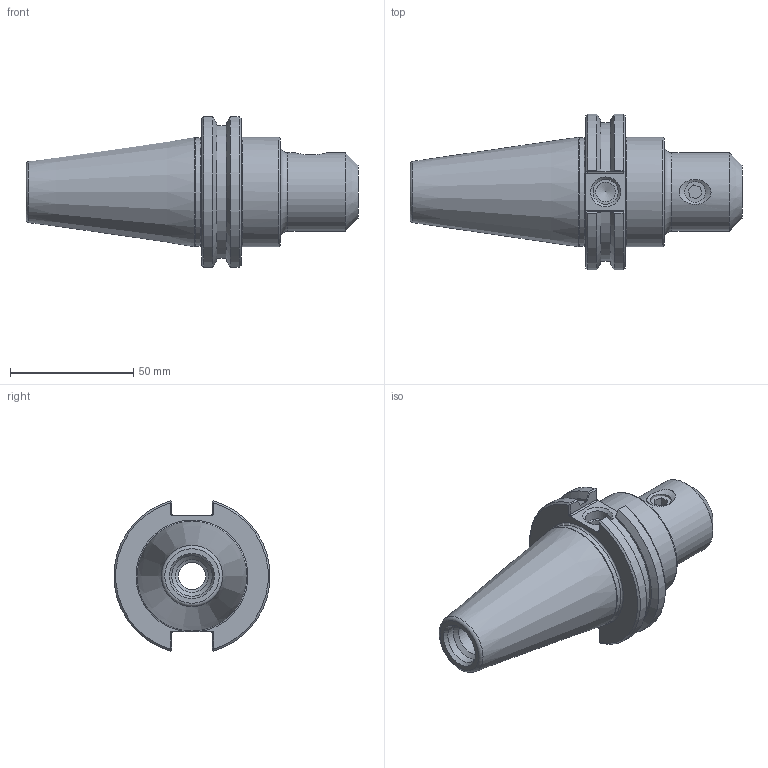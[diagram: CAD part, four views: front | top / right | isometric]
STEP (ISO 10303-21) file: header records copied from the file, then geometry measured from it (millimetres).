
FILE_DESCRIPTION((''),'2;1');
FILE_NAME('C40-43EM2.iam.stp','2014-07-08T14:09:54',(''),(''),'Autodesk Inventor 2012','Autodesk Inventor 2012','');
FILE_SCHEMA(('AUTOMOTIVE_DESIGN { 1 0 10303 214 1 1 1 1 }'));
Length unit declared in the file: inch
Products named in the file (3): C40-43EM2; C40-43EM2-1; 029-902
Assembly tree (2 placements, depth 2):
  C40-43EM2
    C40-43EM2-1
    029-902
Bounding box: 134.8 x 63.26 x 61.11 mm (x, y, z)
Volume: 143751.1 mm3; surface area: 27521.5 mm2
Topology: 2 solids, 2 shells, 104 faces, 267 edges, 170 vertices
Faces by surface type: plane 41, cylinder 29, cone 21, bspline 8, torus 5
Full cylindrical faces by diameter (mm): 8 x1, 8.433 x2, 9.525 x1, 10.135 x1, 11.113 x1, 13.386 x1, 16.459 x1, 31.75 x1, 43.942 x1, 44.45 x1
Entity records: 4191 total; most frequent: CARTESIAN_POINT 1756, ORIENTED_EDGE 460, DIRECTION 440, EDGE_CURVE 230, AXIS2_PLACEMENT_3D 170, VERTEX_POINT 162, EDGE_LOOP 140, FACE_OUTER_BOUND 104
